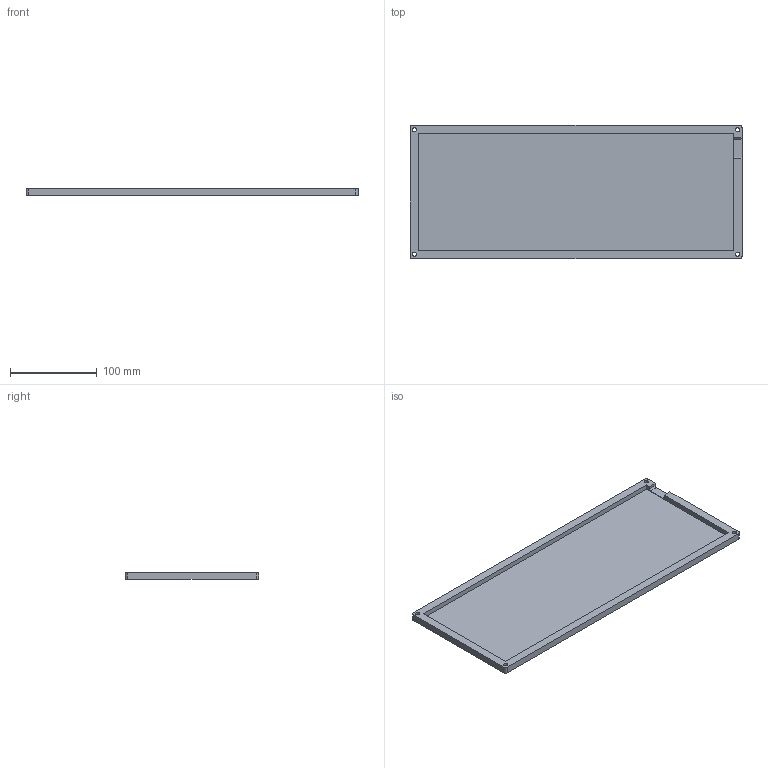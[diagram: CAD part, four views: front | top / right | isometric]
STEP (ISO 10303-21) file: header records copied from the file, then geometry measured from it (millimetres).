
FILE_DESCRIPTION(('HOOPS Exchange Step'),'2;1');
FILE_NAME('temp_export','2025-07-31T12:06:40+06:-30',('mobile'),('Shapr3D Limited'),'HOOPS Exchange 2024.8','Shapr3D','Authorized');
FILE_SCHEMA( ('AP242_MANAGED_MODEL_BASED_3D_ENGINEERING_MIM_LF {1 0 10303 442 1 1 4}') );
Length unit declared in the file: millimetre
Products named in the file (1): base
Bounding box: 381.95 x 153.35 x 8 mm (x, y, z)
Volume: 174185.1 mm3; surface area: 135802.6 mm2
Topology: 2 solids, 2 shells, 37 faces, 94 edges, 64 vertices
Faces by surface type: plane 23, cylinder 14
Full cylindrical faces by diameter (mm): 4.7 x4, 6 x4
Entity records: 1218 total; most frequent: DIRECTION 204, CARTESIAN_POINT 197, ORIENTED_EDGE 188, EDGE_CURVE 94, AXIS2_PLACEMENT_3D 71, VERTEX_POINT 64, VECTOR 62, LINE 62
